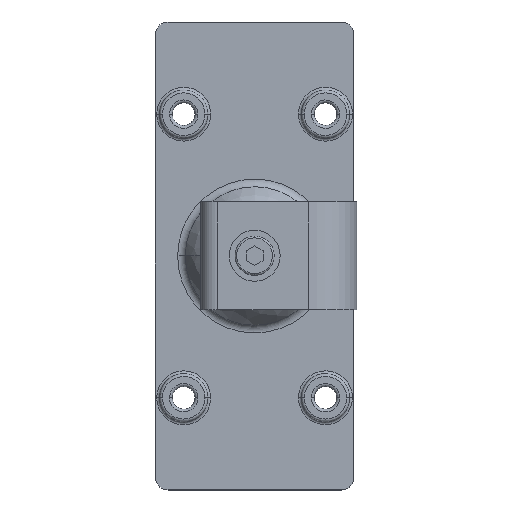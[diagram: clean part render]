
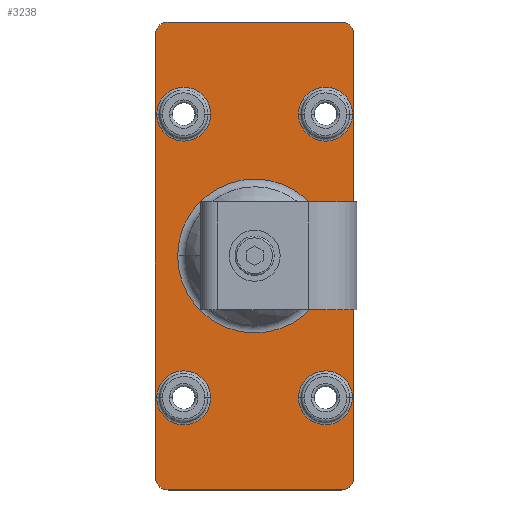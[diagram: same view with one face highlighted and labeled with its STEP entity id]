
A CAD part, top view. The second image highlights one B-rep face of the part: STEP entity #3238.
In plain terms, the highlighted planar face has unit normal (0, 0, 1).
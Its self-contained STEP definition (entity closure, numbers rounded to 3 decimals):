
#191=CARTESIAN_POINT('',(-15.25,35.847,0.));
#192=DIRECTION('',(0.,0.,-1.));
#193=DIRECTION('',(-1.,0.,0.));
#194=AXIS2_PLACEMENT_3D('',#191,#192,#193);
#196=DIRECTION('',(1.,0.,0.));
#197=VECTOR('',#196,30.5);
#198=CARTESIAN_POINT('',(-15.25,38.097,0.));
#199=LINE('',#198,#197);
#200=CARTESIAN_POINT('',(15.25,35.847,0.));
#201=DIRECTION('',(0.,0.,-1.));
#202=DIRECTION('',(0.,1.,0.));
#203=AXIS2_PLACEMENT_3D('',#200,#201,#202);
#205=DIRECTION('',(0.,-1.,0.));
#206=VECTOR('',#205,78.);
#207=CARTESIAN_POINT('',(17.5,35.847,0.));
#208=LINE('',#207,#206);
#209=CARTESIAN_POINT('',(15.25,-42.153,0.));
#210=DIRECTION('',(0.,0.,-1.));
#211=DIRECTION('',(1.,0.,0.));
#212=AXIS2_PLACEMENT_3D('',#209,#210,#211);
#214=DIRECTION('',(-1.,0.,0.));
#215=VECTOR('',#214,30.5);
#216=CARTESIAN_POINT('',(15.25,-44.403,0.));
#217=LINE('',#216,#215);
#218=CARTESIAN_POINT('',(-15.25,-42.153,0.));
#219=DIRECTION('',(0.,0.,-1.));
#220=DIRECTION('',(0.,-1.,0.));
#221=AXIS2_PLACEMENT_3D('',#218,#219,#220);
#223=DIRECTION('',(0.,1.,0.));
#224=VECTOR('',#223,78.);
#225=CARTESIAN_POINT('',(-17.5,-42.153,0.));
#226=LINE('',#225,#224);
#227=CARTESIAN_POINT('',(12.5,21.847,0.));
#228=DIRECTION('',(0.,0.,1.));
#229=DIRECTION('',(1.,0.,0.));
#230=AXIS2_PLACEMENT_3D('',#227,#228,#229);
#232=CARTESIAN_POINT('',(12.5,21.847,0.));
#233=DIRECTION('',(0.,0.,1.));
#234=DIRECTION('',(-1.,0.,0.));
#235=AXIS2_PLACEMENT_3D('',#232,#233,#234);
#237=CARTESIAN_POINT('',(-12.5,21.847,0.));
#238=DIRECTION('',(0.,0.,1.));
#239=DIRECTION('',(1.,0.,0.));
#240=AXIS2_PLACEMENT_3D('',#237,#238,#239);
#242=CARTESIAN_POINT('',(-12.5,21.847,0.));
#243=DIRECTION('',(0.,0.,1.));
#244=DIRECTION('',(-0.999,0.036,0.));
#245=AXIS2_PLACEMENT_3D('',#242,#243,#244);
#247=CARTESIAN_POINT('',(-12.5,21.847,0.));
#248=DIRECTION('',(0.,0.,1.));
#249=DIRECTION('',(-1.,0.,0.));
#250=AXIS2_PLACEMENT_3D('',#247,#248,#249);
#252=CARTESIAN_POINT('',(-12.5,21.847,0.));
#253=DIRECTION('',(0.,0.,1.));
#254=DIRECTION('',(0.999,-0.036,0.));
#255=AXIS2_PLACEMENT_3D('',#252,#253,#254);
#257=CARTESIAN_POINT('',(12.5,-28.153,0.));
#258=DIRECTION('',(0.,0.,1.));
#259=DIRECTION('',(-1.,0.,0.));
#260=AXIS2_PLACEMENT_3D('',#257,#258,#259);
#262=CARTESIAN_POINT('',(12.5,-28.153,0.));
#263=DIRECTION('',(0.,0.,1.));
#264=DIRECTION('',(0.999,-0.036,0.));
#265=AXIS2_PLACEMENT_3D('',#262,#263,#264);
#267=CARTESIAN_POINT('',(12.5,-28.153,0.));
#268=DIRECTION('',(0.,0.,1.));
#269=DIRECTION('',(1.,0.,0.));
#270=AXIS2_PLACEMENT_3D('',#267,#268,#269);
#272=CARTESIAN_POINT('',(12.5,-28.153,0.));
#273=DIRECTION('',(0.,0.,1.));
#274=DIRECTION('',(-0.999,0.036,0.));
#275=AXIS2_PLACEMENT_3D('',#272,#273,#274);
#277=CARTESIAN_POINT('',(-12.5,-28.153,0.));
#278=DIRECTION('',(0.,0.,1.));
#279=DIRECTION('',(-1.,0.,0.));
#280=AXIS2_PLACEMENT_3D('',#277,#278,#279);
#282=CARTESIAN_POINT('',(-12.5,-28.153,0.));
#283=DIRECTION('',(0.,0.,1.));
#284=DIRECTION('',(1.,0.,0.));
#285=AXIS2_PLACEMENT_3D('',#282,#283,#284);
#287=CARTESIAN_POINT('',(0.,-3.153,0.));
#288=DIRECTION('',(0.,0.,1.));
#289=DIRECTION('',(-1.,-0.001,0.));
#290=AXIS2_PLACEMENT_3D('',#287,#288,#289);
#292=CARTESIAN_POINT('',(0.,-3.153,0.));
#293=DIRECTION('',(0.,0.,1.));
#294=DIRECTION('',(1.,0.001,0.));
#295=AXIS2_PLACEMENT_3D('',#292,#293,#294);
#961=CARTESIAN_POINT('',(0.,-3.153,0.));
#962=DIRECTION('',(0.,0.,-1.));
#963=DIRECTION('',(1.,0.001,0.));
#964=AXIS2_PLACEMENT_3D('',#961,#962,#963);
#971=CARTESIAN_POINT('',(0.,-3.153,0.));
#972=DIRECTION('',(0.,0.,-1.));
#973=DIRECTION('',(-1.,-0.001,0.));
#974=AXIS2_PLACEMENT_3D('',#971,#972,#973);
#2319=CARTESIAN_POINT('',(13.558,-3.144,0.));
#2320=CARTESIAN_POINT('',(-13.555,-2.879,0.));
#2321=VERTEX_POINT('',#2319);
#2322=VERTEX_POINT('',#2320);
#2323=CARTESIAN_POINT('',(-13.558,-3.163,0.));
#2324=VERTEX_POINT('',#2323);
#2325=CARTESIAN_POINT('',(-17.5,35.847,0.));
#2326=CARTESIAN_POINT('',(-15.25,38.097,0.));
#2327=VERTEX_POINT('',#2325);
#2328=VERTEX_POINT('',#2326);
#2329=CARTESIAN_POINT('',(15.25,38.097,0.));
#2330=VERTEX_POINT('',#2329);
#2331=CARTESIAN_POINT('',(17.5,35.847,0.));
#2332=VERTEX_POINT('',#2331);
#2333=CARTESIAN_POINT('',(17.5,-42.153,0.));
#2334=VERTEX_POINT('',#2333);
#2335=CARTESIAN_POINT('',(15.25,-44.403,0.));
#2336=VERTEX_POINT('',#2335);
#2337=CARTESIAN_POINT('',(-15.25,-44.403,0.));
#2338=VERTEX_POINT('',#2337);
#2339=CARTESIAN_POINT('',(-17.5,-42.153,0.));
#2340=VERTEX_POINT('',#2339);
#2341=CARTESIAN_POINT('',(17.25,21.847,0.));
#2342=CARTESIAN_POINT('',(7.75,21.847,0.));
#2343=VERTEX_POINT('',#2341);
#2344=VERTEX_POINT('',#2342);
#2345=CARTESIAN_POINT('',(-7.75,21.847,0.));
#2346=CARTESIAN_POINT('',(-17.247,22.016,0.));
#2347=VERTEX_POINT('',#2345);
#2348=VERTEX_POINT('',#2346);
#2349=CARTESIAN_POINT('',(-17.25,21.847,0.));
#2350=VERTEX_POINT('',#2349);
#2351=CARTESIAN_POINT('',(-7.753,21.677,0.));
#2352=VERTEX_POINT('',#2351);
#2353=CARTESIAN_POINT('',(7.75,-28.153,0.));
#2354=CARTESIAN_POINT('',(17.247,-28.323,0.));
#2355=VERTEX_POINT('',#2353);
#2356=VERTEX_POINT('',#2354);
#2357=CARTESIAN_POINT('',(17.25,-28.153,0.));
#2358=VERTEX_POINT('',#2357);
#2359=CARTESIAN_POINT('',(7.753,-27.984,0.));
#2360=VERTEX_POINT('',#2359);
#2361=CARTESIAN_POINT('',(-17.25,-28.153,0.));
#2362=CARTESIAN_POINT('',(-7.75,-28.153,0.));
#2363=VERTEX_POINT('',#2361);
#2364=VERTEX_POINT('',#2362);
#2365=CARTESIAN_POINT('',(13.555,-3.428,0.));
#2366=VERTEX_POINT('',#2365);
#3181=CARTESIAN_POINT('',(0.,-3.153,0.));
#3182=DIRECTION('',(0.,0.,1.));
#3183=DIRECTION('',(1.,0.,0.));
#3184=AXIS2_PLACEMENT_3D('',#3181,#3182,#3183);
#3185=PLANE('',#3184);
#3186=ORIENTED_EDGE('',*,*,#2981,.T.);
#3187=ORIENTED_EDGE('',*,*,#3009,.T.);
#3188=ORIENTED_EDGE('',*,*,#3034,.T.);
#3189=ORIENTED_EDGE('',*,*,#3059,.T.);
#3190=ORIENTED_EDGE('',*,*,#3086,.T.);
#3191=ORIENTED_EDGE('',*,*,#3111,.T.);
#3192=ORIENTED_EDGE('',*,*,#3138,.T.);
#3193=ORIENTED_EDGE('',*,*,#3162,.T.);
#3194=EDGE_LOOP('',(#3186,#3187,#3188,#3189,#3190,#3191,#3192,#3193));
#3195=FACE_OUTER_BOUND('',#3194,.F.);
#3197=ORIENTED_EDGE('',*,*,#3196,.T.);
#3199=ORIENTED_EDGE('',*,*,#3198,.T.);
#3200=EDGE_LOOP('',(#3197,#3199));
#3201=FACE_BOUND('',#3200,.F.);
#3203=ORIENTED_EDGE('',*,*,#3202,.T.);
#3205=ORIENTED_EDGE('',*,*,#3204,.T.);
#3207=ORIENTED_EDGE('',*,*,#3206,.T.);
#3209=ORIENTED_EDGE('',*,*,#3208,.T.);
#3210=EDGE_LOOP('',(#3203,#3205,#3207,#3209));
#3211=FACE_BOUND('',#3210,.F.);
#3213=ORIENTED_EDGE('',*,*,#3212,.T.);
#3215=ORIENTED_EDGE('',*,*,#3214,.T.);
#3217=ORIENTED_EDGE('',*,*,#3216,.T.);
#3219=ORIENTED_EDGE('',*,*,#3218,.T.);
#3220=EDGE_LOOP('',(#3213,#3215,#3217,#3219));
#3221=FACE_BOUND('',#3220,.F.);
#3223=ORIENTED_EDGE('',*,*,#3222,.T.);
#3225=ORIENTED_EDGE('',*,*,#3224,.T.);
#3226=EDGE_LOOP('',(#3223,#3225));
#3227=FACE_BOUND('',#3226,.F.);
#3229=ORIENTED_EDGE('',*,*,#3228,.T.);
#3231=ORIENTED_EDGE('',*,*,#3230,.F.);
#3233=ORIENTED_EDGE('',*,*,#3232,.T.);
#3235=ORIENTED_EDGE('',*,*,#3234,.F.);
#3236=EDGE_LOOP('',(#3229,#3231,#3233,#3235));
#3237=FACE_BOUND('',#3236,.F.);
#3238=ADVANCED_FACE('',(#3195,#3201,#3211,#3221,#3227,#3237),#3185,.T.);
#195=CIRCLE('',#194,2.25);
#204=CIRCLE('',#203,2.25);
#213=CIRCLE('',#212,2.25);
#222=CIRCLE('',#221,2.25);
#231=CIRCLE('',#230,4.75);
#236=CIRCLE('',#235,4.75);
#241=CIRCLE('',#240,4.75);
#246=CIRCLE('',#245,4.75);
#251=CIRCLE('',#250,4.75);
#256=CIRCLE('',#255,4.75);
#261=CIRCLE('',#260,4.75);
#266=CIRCLE('',#265,4.75);
#271=CIRCLE('',#270,4.75);
#276=CIRCLE('',#275,4.75);
#281=CIRCLE('',#280,4.75);
#286=CIRCLE('',#285,4.75);
#291=CIRCLE('',#290,13.558);
#296=CIRCLE('',#295,13.558);
#965=CIRCLE('',#964,13.558);
#975=CIRCLE('',#974,13.558);
#2981=EDGE_CURVE('',#2327,#2328,#195,.T.);
#3009=EDGE_CURVE('',#2328,#2330,#199,.T.);
#3034=EDGE_CURVE('',#2330,#2332,#204,.T.);
#3059=EDGE_CURVE('',#2332,#2334,#208,.T.);
#3086=EDGE_CURVE('',#2334,#2336,#213,.T.);
#3111=EDGE_CURVE('',#2336,#2338,#217,.T.);
#3138=EDGE_CURVE('',#2338,#2340,#222,.T.);
#3162=EDGE_CURVE('',#2340,#2327,#226,.T.);
#3196=EDGE_CURVE('',#2343,#2344,#231,.T.);
#3198=EDGE_CURVE('',#2344,#2343,#236,.T.);
#3202=EDGE_CURVE('',#2347,#2348,#241,.T.);
#3204=EDGE_CURVE('',#2348,#2350,#246,.T.);
#3206=EDGE_CURVE('',#2350,#2352,#251,.T.);
#3208=EDGE_CURVE('',#2352,#2347,#256,.T.);
#3212=EDGE_CURVE('',#2355,#2356,#261,.T.);
#3214=EDGE_CURVE('',#2356,#2358,#266,.T.);
#3216=EDGE_CURVE('',#2358,#2360,#271,.T.);
#3218=EDGE_CURVE('',#2360,#2355,#276,.T.);
#3222=EDGE_CURVE('',#2363,#2364,#281,.T.);
#3224=EDGE_CURVE('',#2364,#2363,#286,.T.);
#3228=EDGE_CURVE('',#2324,#2366,#291,.T.);
#3230=EDGE_CURVE('',#2321,#2366,#965,.T.);
#3232=EDGE_CURVE('',#2321,#2322,#296,.T.);
#3234=EDGE_CURVE('',#2324,#2322,#975,.T.);
